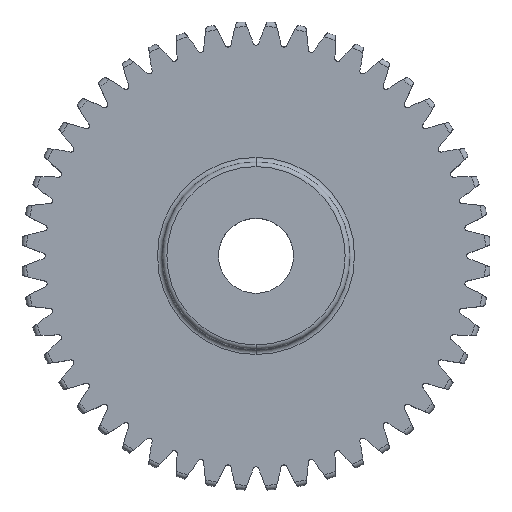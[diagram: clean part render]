
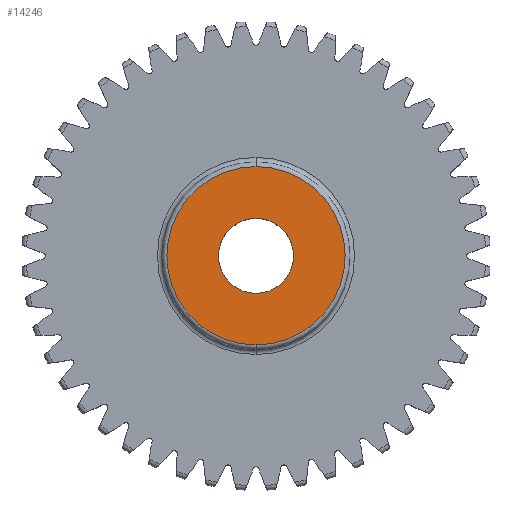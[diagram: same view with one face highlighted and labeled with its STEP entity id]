
A CAD part, top view. The second image highlights one B-rep face of the part: STEP entity #14246.
In plain terms, the highlighted planar face has unit normal (0, 0, 1).
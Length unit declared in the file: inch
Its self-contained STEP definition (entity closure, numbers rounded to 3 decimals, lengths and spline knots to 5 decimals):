
#509 = CIRCLE ( 'NONE', #9059, 0.125 ) ;
#1381 = ORIENTED_EDGE ( 'NONE', *, *, #9735, .T. ) ;
#1516 = DIRECTION ( 'NONE',  ( 0., -1., 0. ) ) ;
#1982 = CARTESIAN_POINT ( 'NONE',  ( 0., 0., 0.5 ) ) ;
#2077 = EDGE_CURVE ( 'NONE', #8707, #13881, #5612, .T. ) ;
#2769 = ORIENTED_EDGE ( 'NONE', *, *, #6171, .T. ) ;
#3067 = DIRECTION ( 'NONE',  ( 0., -1., 0. ) ) ;
#3078 = FACE_OUTER_BOUND ( 'NONE', #13508, .T. ) ;
#3132 = CARTESIAN_POINT ( 'NONE',  ( 0., -0.125, 0.5 ) ) ;
#3674 = CARTESIAN_POINT ( 'NONE',  ( 0., 0.2969, 0.5 ) ) ;
#4055 = CARTESIAN_POINT ( 'NONE',  ( 0., 0.125, 0.5 ) ) ;
#4336 = CARTESIAN_POINT ( 'NONE',  ( 0., 0., 0.5 ) ) ;
#4404 = CIRCLE ( 'NONE', #11750, 0.2969 ) ;
#4445 = VERTEX_POINT ( 'NONE', #7188 ) ;
#5002 = CIRCLE ( 'NONE', #13368, 0.2969 ) ;
#5185 = ORIENTED_EDGE ( 'NONE', *, *, #2077, .T. ) ;
#5434 = DIRECTION ( 'NONE',  ( 0., -1., 0. ) ) ;
#5612 = CIRCLE ( 'NONE', #14157, 0.125 ) ;
#5748 = CARTESIAN_POINT ( 'NONE',  ( 0., 0., 0.5 ) ) ;
#5880 = CARTESIAN_POINT ( 'NONE',  ( 0., 0.125, 0.5 ) ) ;
#6171 = EDGE_CURVE ( 'NONE', #13881, #8707, #509, .T. ) ;
#6536 = DIRECTION ( 'NONE',  ( 0., 0., -1. ) ) ;
#6855 = DIRECTION ( 'NONE',  ( 0., 1., 0. ) ) ;
#7188 = CARTESIAN_POINT ( 'NONE',  ( 0., -0.2969, 0.5 ) ) ;
#7999 = PLANE ( 'NONE',  #9268 ) ;
#8092 = DIRECTION ( 'NONE',  ( 0., 0., 1. ) ) ;
#8707 = VERTEX_POINT ( 'NONE', #3132 ) ;
#9059 = AXIS2_PLACEMENT_3D ( 'NONE', #13060, #6536, #14183 ) ;
#9268 = AXIS2_PLACEMENT_3D ( 'NONE', #5880, #8092, #1516 ) ;
#9628 = DIRECTION ( 'NONE',  ( 0., 0., 1. ) ) ;
#9679 = ORIENTED_EDGE ( 'NONE', *, *, #12507, .T. ) ;
#9735 = EDGE_CURVE ( 'NONE', #4445, #11084, #4404, .T. ) ;
#11084 = VERTEX_POINT ( 'NONE', #3674 ) ;
#11750 = AXIS2_PLACEMENT_3D ( 'NONE', #4336, #11952, #5434 ) ;
#11952 = DIRECTION ( 'NONE',  ( 0., 0., 1. ) ) ;
#12482 = FACE_BOUND ( 'NONE', #12585, .T. ) ;
#12507 = EDGE_CURVE ( 'NONE', #11084, #4445, #5002, .T. ) ;
#12585 = EDGE_LOOP ( 'NONE', ( #2769, #5185 ) ) ;
#13060 = CARTESIAN_POINT ( 'NONE',  ( 0., 0., 0.5 ) ) ;
#13368 = AXIS2_PLACEMENT_3D ( 'NONE', #1982, #9628, #3067 ) ;
#13390 = DIRECTION ( 'NONE',  ( 0., 0., -1. ) ) ;
#13508 = EDGE_LOOP ( 'NONE', ( #1381, #9679 ) ) ;
#13881 = VERTEX_POINT ( 'NONE', #4055 ) ;
#14157 = AXIS2_PLACEMENT_3D ( 'NONE', #5748, #13390, #6855 ) ;
#14183 = DIRECTION ( 'NONE',  ( 0., 1., 0. ) ) ;
#14246 = ADVANCED_FACE ( 'NONE', ( #3078, #12482 ), #7999, .T. ) ;
